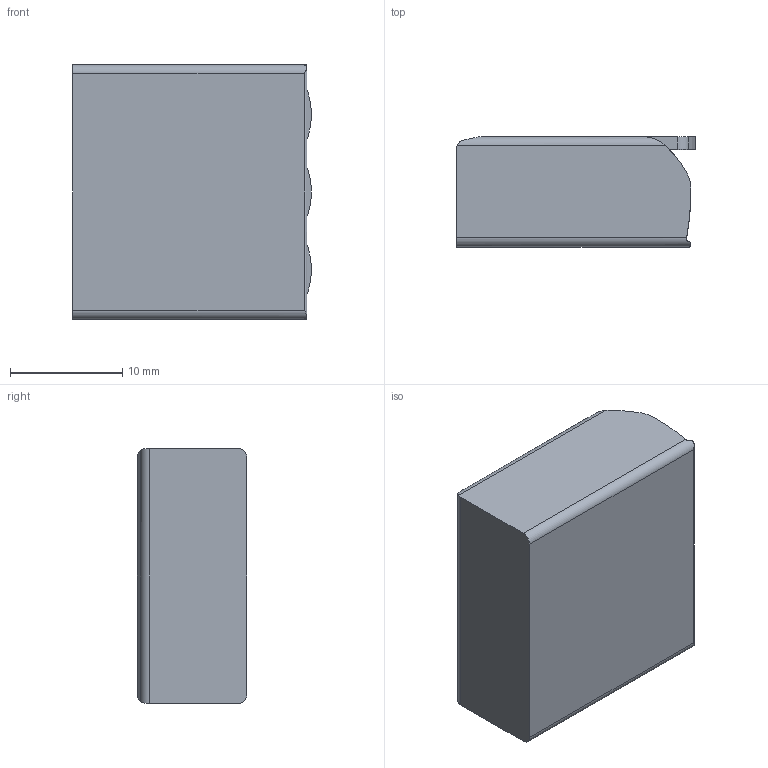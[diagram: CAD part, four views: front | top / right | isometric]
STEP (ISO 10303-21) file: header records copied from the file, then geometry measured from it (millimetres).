
FILE_DESCRIPTION(/* description */ ('Alibre Inc.'),/* implementation_level */ '2;1');
FILE_NAME(/* name */ 'export-0DEFF2CA-38E9-4F60-A3BF-6BD3CC165FE4',/* time_stamp */ '2023-08-24T15:21:26+02:00',/* author */ (''),/* organization */ (''),/* preprocessor_version */ 'ST-DEVELOPER v17',/* originating_system */ 'Alibre',/* authorisation */ '');
FILE_SCHEMA (('AUTOMOTIVE_DESIGN'));
Length unit declared in the file: millimetre
Products named in the file (1): 221-613
Bounding box: 21.3 x 9.8 x 22.7 mm (x, y, z)
Volume: 4260.6 mm3; surface area: 2343.5 mm2
Topology: 1 solids, 1 shells, 171 faces, 507 edges, 338 vertices
Faces by surface type: plane 98, cylinder 73
Entity records: 5867 total; most frequent: CARTESIAN_POINT 1186, ORIENTED_EDGE 1014, DIRECTION 815, EDGE_CURVE 507, VERTEX_POINT 338, VECTOR 319, LINE 319, AXIS2_PLACEMENT_3D 297
